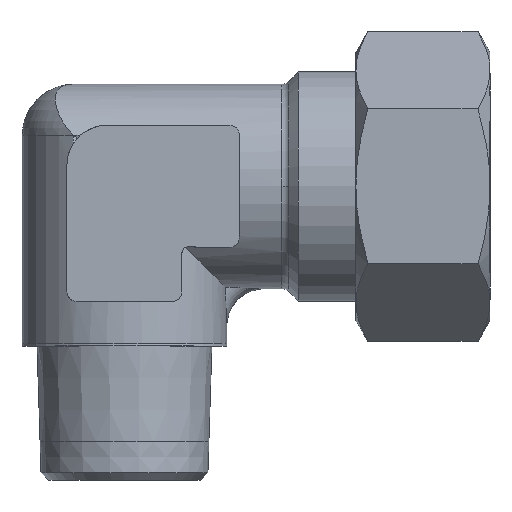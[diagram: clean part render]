
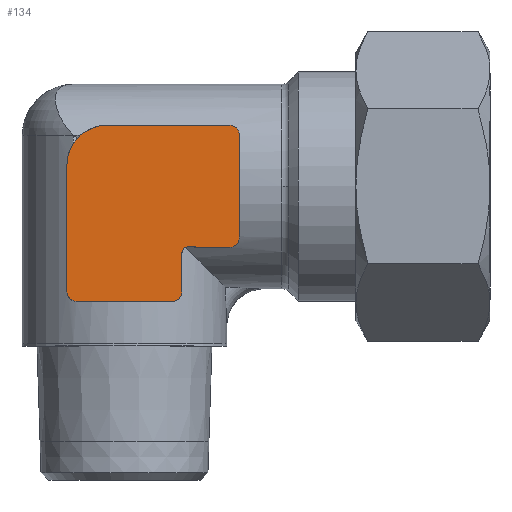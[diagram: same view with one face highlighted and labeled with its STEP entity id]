
A CAD part, top view. The second image highlights one B-rep face of the part: STEP entity #134.
In plain terms, the highlighted planar face has unit normal (0, 0, 1).
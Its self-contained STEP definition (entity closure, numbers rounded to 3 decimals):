
#134=ADVANCED_FACE('',(#339),#340,.T.);
#339=FACE_OUTER_BOUND('',#574,.T.);
#340=PLANE('',#575);
#574=EDGE_LOOP('',(#1307,#1308,#1309,#1310,#1311,#1312,#1313,#1314,#1315,#1316,#1317,#1318,#1319,#1320,#1321,#1322,#1323,#1324));
#575=AXIS2_PLACEMENT_3D('',#1325,#1326,#1327);
#1307=ORIENTED_EDGE('',*,*,#1764,.F.);
#1308=ORIENTED_EDGE('',*,*,#1759,.F.);
#1309=ORIENTED_EDGE('',*,*,#1753,.F.);
#1310=ORIENTED_EDGE('',*,*,#1579,.F.);
#1311=ORIENTED_EDGE('',*,*,#1742,.F.);
#1312=ORIENTED_EDGE('',*,*,#1738,.F.);
#1313=ORIENTED_EDGE('',*,*,#1777,.F.);
#1314=ORIENTED_EDGE('',*,*,#1775,.F.);
#1315=ORIENTED_EDGE('',*,*,#1767,.F.);
#1316=ORIENTED_EDGE('',*,*,#1774,.F.);
#1317=ORIENTED_EDGE('',*,*,#1772,.F.);
#1318=ORIENTED_EDGE('',*,*,#1770,.F.);
#1319=ORIENTED_EDGE('',*,*,#1574,.F.);
#1320=ORIENTED_EDGE('',*,*,#1769,.F.);
#1321=ORIENTED_EDGE('',*,*,#1718,.F.);
#1322=ORIENTED_EDGE('',*,*,#1724,.F.);
#1323=ORIENTED_EDGE('',*,*,#1749,.F.);
#1324=ORIENTED_EDGE('',*,*,#1586,.F.);
#1325=CARTESIAN_POINT('',(4.005,42.261,16.0));
#1326=DIRECTION('',(0.0,0.0,1.0));
#1327=DIRECTION('',(1.0,0.0,0.0));
#1574=EDGE_CURVE('',#1894,#1897,#1898,.T.);
#1579=EDGE_CURVE('',#1904,#1902,#1906,.T.);
#1586=EDGE_CURVE('',#1917,#1915,#1919,.T.);
#1718=EDGE_CURVE('',#2131,#2133,#2134,.T.);
#1724=EDGE_CURVE('',#2141,#2131,#2143,.T.);
#1738=EDGE_CURVE('',#2166,#2168,#2169,.T.);
#1742=EDGE_CURVE('',#2168,#1904,#2173,.T.);
#1749=EDGE_CURVE('',#1915,#2141,#2182,.T.);
#1753=EDGE_CURVE('',#1902,#2188,#2189,.T.);
#1759=EDGE_CURVE('',#2188,#1875,#2197,.T.);
#1764=EDGE_CURVE('',#1875,#1917,#2203,.T.);
#1767=EDGE_CURVE('',#2048,#2206,#2207,.T.);
#1769=EDGE_CURVE('',#2133,#1894,#2209,.T.);
#1770=EDGE_CURVE('',#1897,#2210,#2211,.T.);
#1772=EDGE_CURVE('',#2210,#2213,#2214,.T.);
#1774=EDGE_CURVE('',#2213,#2048,#2216,.T.);
#1775=EDGE_CURVE('',#2206,#2217,#2218,.T.);
#1777=EDGE_CURVE('',#2217,#2166,#2220,.T.);
#1875=VERTEX_POINT('',#2415);
#1894=VERTEX_POINT('',#2490);
#1897=VERTEX_POINT('',#2494);
#1898=CIRCLE('',#2495,0.967);
#1902=VERTEX_POINT('',#2513);
#1904=VERTEX_POINT('',#2516);
#1906=CIRCLE('',#2519,1.638);
#1915=VERTEX_POINT('',#2545);
#1917=VERTEX_POINT('',#2548);
#1919=CIRCLE('',#2551,1.638);
#2048=VERTEX_POINT('',#3051);
#2131=VERTEX_POINT('',#3404);
#2133=VERTEX_POINT('',#3407);
#2134=LINE('',#3408,#3409);
#2141=VERTEX_POINT('',#3420);
#2143=LINE('',#3423,#3424);
#2166=VERTEX_POINT('',#3494);
#2168=VERTEX_POINT('',#3497);
#2169=CIRCLE('',#3498,6.24);
#2173=LINE('',#3505,#3506);
#2182=CIRCLE('',#3534,1.638);
#2188=VERTEX_POINT('',#3556);
#2189=CIRCLE('',#3557,1.638);
#2197=LINE('',#3568,#3569);
#2203=LINE('',#3577,#3578);
#2206=VERTEX_POINT('',#3583);
#2207=LINE('',#3584,#3585);
#2209=CIRCLE('',#3588,0.967);
#2210=VERTEX_POINT('',#3589);
#2211=LINE('',#3590,#3591);
#2213=VERTEX_POINT('',#3594);
#2214=CIRCLE('',#3595,1.5);
#2216=LINE('',#3598,#3599);
#2217=VERTEX_POINT('',#3600);
#2218=CIRCLE('',#3601,1.5);
#2220=LINE('',#3604,#3605);
#2415=CARTESIAN_POINT('',(18.0,46.0,16.0));
#2490=CARTESIAN_POINT('',(8.999,35.559,16.0));
#2494=CARTESIAN_POINT('',(9.0,35.525,16.0));
#2495=AXIS2_PLACEMENT_3D('',#3728,#3729,#3730);
#2513=CARTESIAN_POINT('',(18.002,53.927,16.0));
#2516=CARTESIAN_POINT('',(16.5,55.559,16.0));
#2519=AXIS2_PLACEMENT_3D('',#3734,#3735,#3736);
#2545=CARTESIAN_POINT('',(18.002,38.073,16.0));
#2548=CARTESIAN_POINT('',(18.0,38.161,16.0));
#2551=AXIS2_PLACEMENT_3D('',#3744,#3745,#3746);
#3051=CARTESIAN_POINT('',(0.0,28.,16.0));
#3404=CARTESIAN_POINT('',(13.143,36.441,16.0));
#3407=CARTESIAN_POINT('',(10.0,36.525,16.0));
#3408=CARTESIAN_POINT('',(10.0,36.525,16.0));
#3409=VECTOR('',#3934,1.0);
#3420=CARTESIAN_POINT('',(16.5,36.441,16.0));
#3423=CARTESIAN_POINT('',(13.143,36.441,16.0));
#3424=VECTOR('',#3940,1.0);
#3494=CARTESIAN_POINT('',(-9.0,49.396,16.0));
#3497=CARTESIAN_POINT('',(-3.0,55.559,16.0));
#3498=AXIS2_PLACEMENT_3D('',#3951,#3952,#3953);
#3505=CARTESIAN_POINT('',(-3.0,55.559,16.0));
#3506=VECTOR('',#3957,1.0);
#3534=AXIS2_PLACEMENT_3D('',#3965,#3966,#3967);
#3556=CARTESIAN_POINT('',(18.0,53.839,16.0));
#3557=AXIS2_PLACEMENT_3D('',#3972,#3973,#3974);
#3568=CARTESIAN_POINT('',(18.0,53.839,16.0));
#3569=VECTOR('',#3984,1.0);
#3577=CARTESIAN_POINT('',(18.0,53.839,16.0));
#3578=VECTOR('',#3993,1.0);
#3583=CARTESIAN_POINT('',(-7.5,28.,16.0));
#3584=CARTESIAN_POINT('',(-7.5,28.,16.0));
#3585=VECTOR('',#3996,1.0);
#3588=AXIS2_PLACEMENT_3D('',#3998,#3999,#4000);
#3589=CARTESIAN_POINT('',(9.0,29.5,16.0));
#3590=CARTESIAN_POINT('',(9.0,35.525,16.0));
#3591=VECTOR('',#4001,1.0);
#3594=CARTESIAN_POINT('',(7.5,28.,16.0));
#3595=AXIS2_PLACEMENT_3D('',#4003,#4004,#4005);
#3598=CARTESIAN_POINT('',(-7.5,28.,16.0));
#3599=VECTOR('',#4007,1.0);
#3600=CARTESIAN_POINT('',(-9.0,29.5,16.0));
#3601=AXIS2_PLACEMENT_3D('',#4008,#4009,#4010);
#3604=CARTESIAN_POINT('',(-9.0,29.5,16.0));
#3605=VECTOR('',#4012,1.0);
#3728=CARTESIAN_POINT('',(9.966,35.559,16.0));
#3729=DIRECTION('',(0.0,0.0,1.0));
#3730=DIRECTION('',(1.0,0.0,0.0));
#3734=CARTESIAN_POINT('',(16.365,53.927,16.0));
#3735=DIRECTION('',(0.0,0.0,-1.0));
#3736=DIRECTION('',(1.0,0.0,0.0));
#3744=CARTESIAN_POINT('',(16.365,38.073,16.0));
#3745=DIRECTION('',(0.0,0.0,-1.0));
#3746=DIRECTION('',(1.0,0.0,0.0));
#3934=DIRECTION('',(-1.,0.027,0.0));
#3940=DIRECTION('',(-1.0,-0.0,-0.0));
#3951=CARTESIAN_POINT('',(-2.76,49.323,16.0));
#3952=DIRECTION('',(0.0,0.0,-1.0));
#3953=DIRECTION('',(1.0,0.0,0.0));
#3957=DIRECTION('',(1.0,0.0,0.0));
#3965=CARTESIAN_POINT('',(16.365,38.073,16.0));
#3966=DIRECTION('',(0.0,0.0,-1.0));
#3967=DIRECTION('',(1.0,0.0,0.0));
#3972=CARTESIAN_POINT('',(16.365,53.927,16.0));
#3973=DIRECTION('',(0.0,0.0,-1.0));
#3974=DIRECTION('',(1.0,0.0,0.0));
#3984=DIRECTION('',(0.0,-1.0,0.0));
#3993=DIRECTION('',(0.0,-1.0,0.0));
#3996=DIRECTION('',(-1.0,-0.0,-0.0));
#3998=CARTESIAN_POINT('',(9.966,35.559,16.0));
#3999=DIRECTION('',(0.0,0.0,1.0));
#4000=DIRECTION('',(1.0,0.0,0.0));
#4001=DIRECTION('',(0.0,-1.0,0.0));
#4003=CARTESIAN_POINT('',(7.5,29.5,16.0));
#4004=DIRECTION('',(0.0,0.0,-1.0));
#4005=DIRECTION('',(1.0,0.0,0.0));
#4007=DIRECTION('',(-1.0,-0.0,-0.0));
#4008=CARTESIAN_POINT('',(-7.5,29.5,16.0));
#4009=DIRECTION('',(0.0,0.0,-1.0));
#4010=DIRECTION('',(1.0,0.0,0.0));
#4012=DIRECTION('',(0.0,1.0,0.0));
